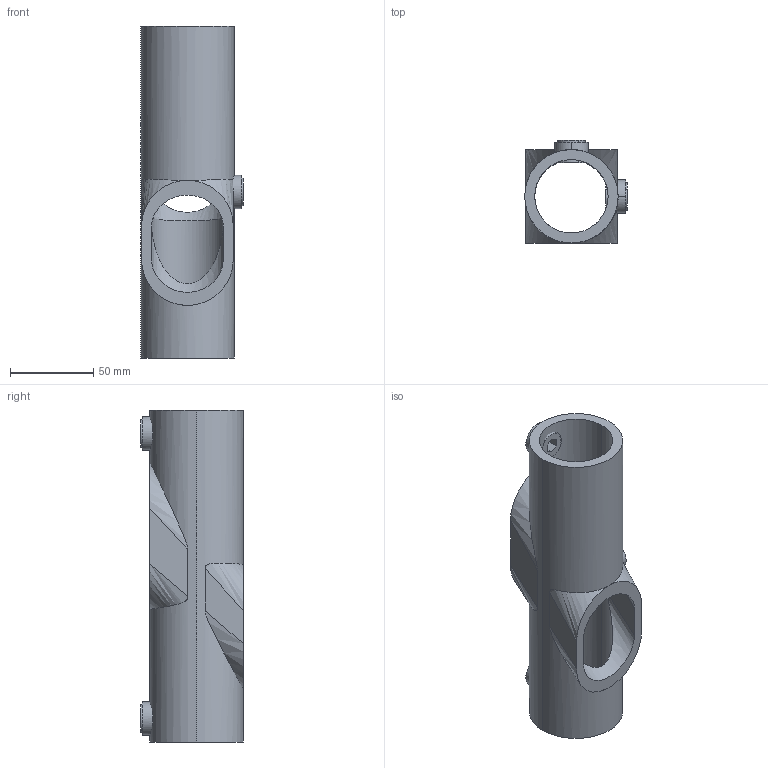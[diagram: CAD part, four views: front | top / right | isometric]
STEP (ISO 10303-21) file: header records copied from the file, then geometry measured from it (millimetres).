
FILE_DESCRIPTION (( 'STEP AP203' ), '1' );
FILE_NAME ('126-C42.step', '2015-09-17T16:17:33', ( '' ), ( '' ), 'SwSTEP 2.0', 'SolidWorks 2015', '' );
FILE_SCHEMA (( 'CONFIG_CONTROL_DESIGN' ));
Length unit declared in the file: millimetre
Products named in the file (3): 126-C42 Teil1_Zeichnung; 126-C42 Teil2_Zeichnung; 126-C42
Assembly tree (4 placements, depth 2):
  126-C42
    126-C42 Teil1_Zeichnung
    126-C42 Teil2_Zeichnung  x3
Bounding box: 61.5 x 61.5 x 199 mm (x, y, z)
Volume: 181145.4 mm3; surface area: 68706.7 mm2
Topology: 4 solids, 4 shells, 73 faces, 190 edges, 124 vertices
Faces by surface type: plane 31, cylinder 22, bspline 20
Entity records: 5041 total; most frequent: CARTESIAN_POINT 3474, ORIENTED_EDGE 284, DIRECTION 194, EDGE_CURVE 142, VERTEX_POINT 92, AXIS2_PLACEMENT_3D 72, EDGE_LOOP 66, B_SPLINE_CURVE_WITH_KNOTS 60
